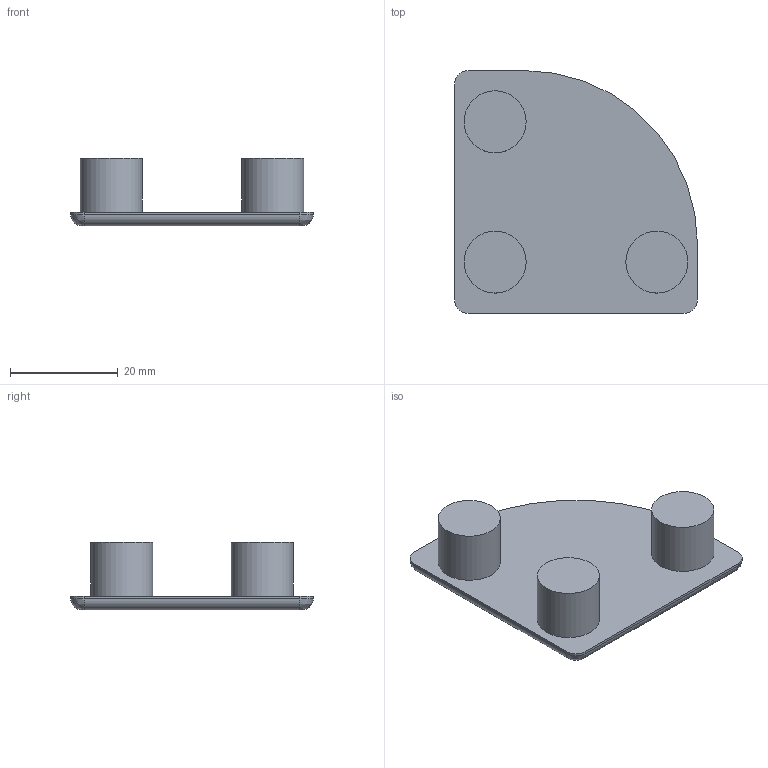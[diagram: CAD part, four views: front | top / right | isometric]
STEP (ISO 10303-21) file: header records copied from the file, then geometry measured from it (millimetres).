
FILE_DESCRIPTION(('STEP AP203'),'1');
FILE_NAME('BASE08N1061.stp','2023-10-23T09:42:47',(' '),(' '),'Spatial InterOp 3D',' ',' ');
FILE_SCHEMA(('CONFIG_CONTROL_DESIGN'));
Length unit declared in the file: millimetre
Products named in the file (1): Embout 8 R45-90° noir
Bounding box: 45 x 45 x 12.5 mm (x, y, z)
Volume: 7481.6 mm3; surface area: 4952.2 mm2
Topology: 1 solids, 1 shells, 24 faces, 49 edges, 30 vertices
Faces by surface type: cylinder 11, plane 9, bspline 3, torus 1
Full cylindrical faces by diameter (mm): 11.5 x3
Entity records: 829 total; most frequent: CARTESIAN_POINT 146, DIRECTION 116, ORIENTED_EDGE 92, AXIS2_PLACEMENT_3D 48, EDGE_CURVE 46, EDGE_LOOP 30, VERTEX_POINT 30, FACE_OUTER_BOUND 27
